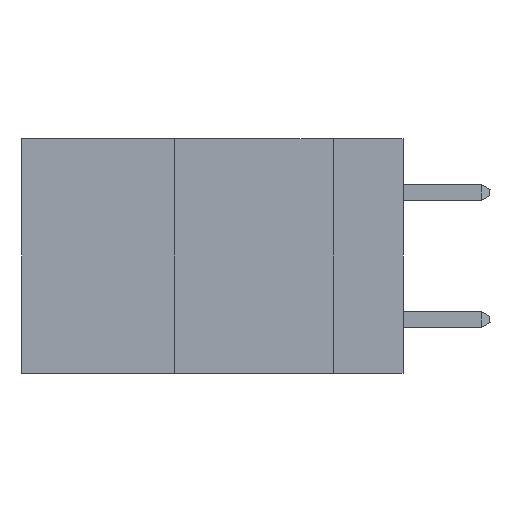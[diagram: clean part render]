
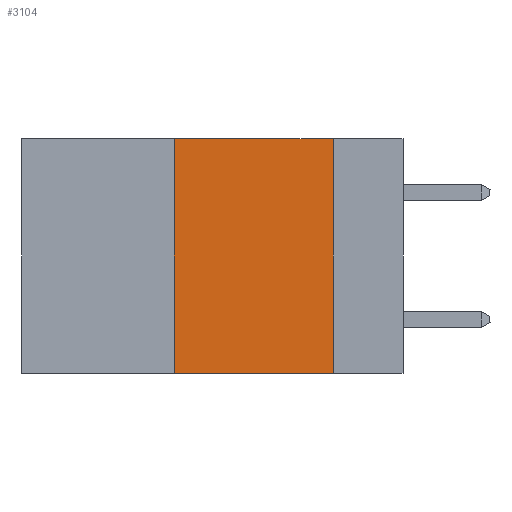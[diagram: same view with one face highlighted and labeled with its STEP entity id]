
A CAD part, left-side view. The second image highlights one B-rep face of the part: STEP entity #3104.
In plain terms, the highlighted planar face has unit normal (-1, 0, 0).
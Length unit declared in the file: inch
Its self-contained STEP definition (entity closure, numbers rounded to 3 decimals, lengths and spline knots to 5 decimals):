
#131 = VECTOR ( 'NONE', #11065, 39.37008 ) ;
#328 = LINE ( 'NONE', #14097, #20483 ) ;
#464 = LINE ( 'NONE', #13401, #21183 ) ;
#1044 = ORIENTED_EDGE ( 'NONE', *, *, #4779, .F. ) ;
#1116 = PLANE ( 'NONE',  #4929 ) ;
#1213 = DIRECTION ( 'NONE',  ( 0., 0., -1. ) ) ;
#1738 = DIRECTION ( 'NONE',  ( 0., 0., -1. ) ) ;
#1832 = ORIENTED_EDGE ( 'NONE', *, *, #2456, .T. ) ;
#1984 = VERTEX_POINT ( 'NONE', #9619 ) ;
#2059 = ORIENTED_EDGE ( 'NONE', *, *, #23873, .F. ) ;
#2456 = EDGE_CURVE ( 'NONE', #21367, #5908, #9985, .T. ) ;
#2548 = VERTEX_POINT ( 'NONE', #13159 ) ;
#2955 = LINE ( 'NONE', #4479, #12668 ) ;
#3104 = ADVANCED_FACE ( 'NONE', ( #10884 ), #1116, .F. ) ;
#3451 = EDGE_CURVE ( 'NONE', #21367, #1984, #2955, .T. ) ;
#3759 = ORIENTED_EDGE ( 'NONE', *, *, #3451, .F. ) ;
#3816 = EDGE_LOOP ( 'NONE', ( #2059, #1044, #3759, #1832 ) ) ;
#4479 = CARTESIAN_POINT ( 'NONE',  ( 0., 0.36, 0. ) ) ;
#4779 = EDGE_CURVE ( 'NONE', #1984, #2548, #328, .T. ) ;
#4822 = CARTESIAN_POINT ( 'NONE',  ( 0., 0.36, -0.37 ) ) ;
#4929 = AXIS2_PLACEMENT_3D ( 'NONE', #24454, #12880, #1213 ) ;
#5908 = VERTEX_POINT ( 'NONE', #24831 ) ;
#9619 = CARTESIAN_POINT ( 'NONE',  ( 0., 0.36, 0. ) ) ;
#9985 = LINE ( 'NONE', #22647, #131 ) ;
#10884 = FACE_OUTER_BOUND ( 'NONE', #3816, .T. ) ;
#11065 = DIRECTION ( 'NONE',  ( 0., -1., 0. ) ) ;
#12668 = VECTOR ( 'NONE', #23768, 39.37008 ) ;
#12880 = DIRECTION ( 'NONE',  ( 1., 0., 0. ) ) ;
#13159 = CARTESIAN_POINT ( 'NONE',  ( 0., 0.11, 0. ) ) ;
#13401 = CARTESIAN_POINT ( 'NONE',  ( 0., 0.11, 0. ) ) ;
#14097 = CARTESIAN_POINT ( 'NONE',  ( 0., 0.6, 0. ) ) ;
#16043 = DIRECTION ( 'NONE',  ( 0., -1., 0. ) ) ;
#20483 = VECTOR ( 'NONE', #16043, 39.37008 ) ;
#21183 = VECTOR ( 'NONE', #1738, 39.37008 ) ;
#21367 = VERTEX_POINT ( 'NONE', #4822 ) ;
#22647 = CARTESIAN_POINT ( 'NONE',  ( 0., 0.6, -0.37 ) ) ;
#23768 = DIRECTION ( 'NONE',  ( 0., 0., 1. ) ) ;
#23873 = EDGE_CURVE ( 'NONE', #2548, #5908, #464, .T. ) ;
#24454 = CARTESIAN_POINT ( 'NONE',  ( 0., 0.6, 0. ) ) ;
#24831 = CARTESIAN_POINT ( 'NONE',  ( 0., 0.11, -0.37 ) ) ;
